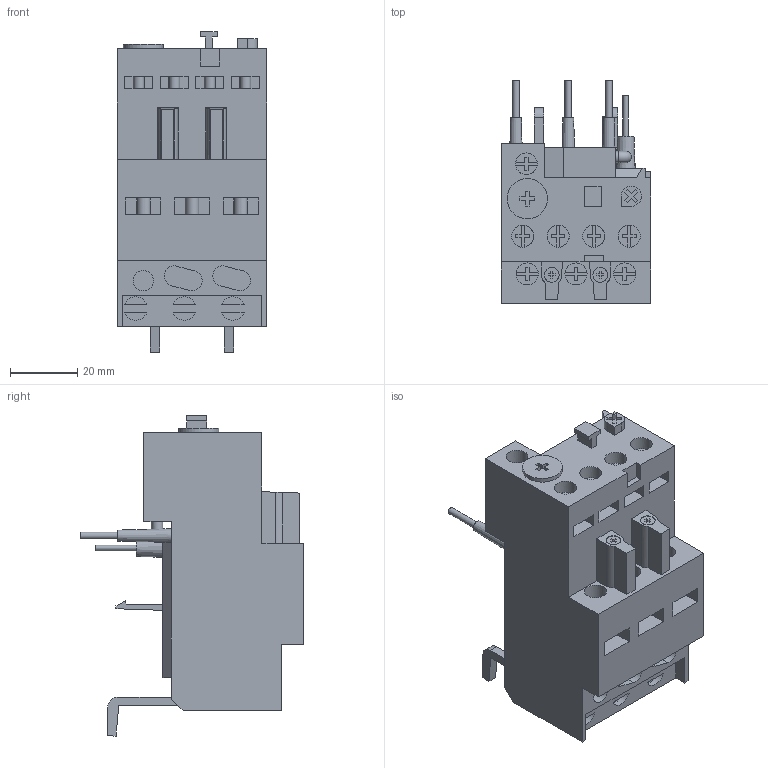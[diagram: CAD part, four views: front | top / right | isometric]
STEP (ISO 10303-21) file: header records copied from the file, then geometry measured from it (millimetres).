
FILE_DESCRIPTION( ( 'STEP AP214' ), ' ' );
FILE_NAME( 'zb32.stp', '2017-08-21T10:33:49', ( '' ), ( '' ), ' ', 'PARTsolutions', ' ' );
FILE_SCHEMA( ( 'AUTOMOTIVE_DESIGN { 1 0 10303 214 1 1 1 1 }' ) );
Length unit declared in the file: millimetre
Products named in the file (1): _278442_(index)
Bounding box: 44.6 x 66.7 x 95.49 mm (x, y, z)
Volume: 119537.9 mm3; surface area: 25230.2 mm2
Topology: 1 solids, 1 shells, 354 faces, 933 edges, 623 vertices
Faces by surface type: plane 307, cylinder 42, cone 4, torus 1
Full cylindrical faces by diameter (mm): 1.63 x1, 2 x3, 3.254 x4, 3.4 x2, 4 x3, 4.4 x2, 6 x1, 6.5 x1, 6.6 x7, 12 x1
Entity records: 13469 total; most frequent: CARTESIAN_POINT 1914, ORIENTED_EDGE 1776, DIRECTION 1711, EDGE_CURVE 888, LINE 769, VECTOR 769, VERTEX_POINT 608, AXIS2_PLACEMENT_3D 471
